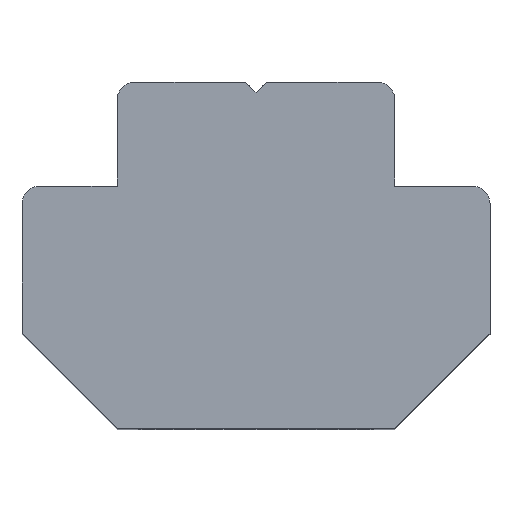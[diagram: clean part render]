
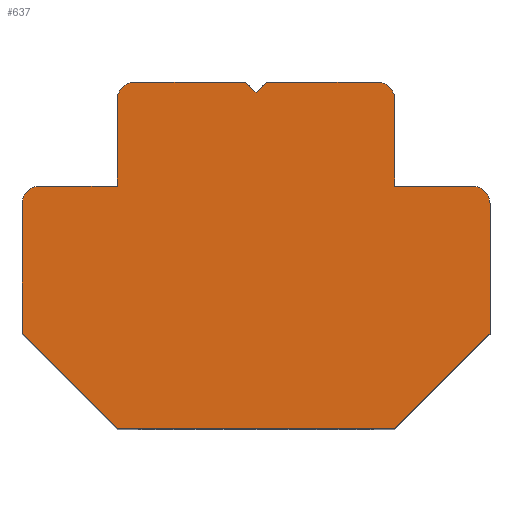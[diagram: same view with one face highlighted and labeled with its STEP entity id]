
A CAD part, top view. The second image highlights one B-rep face of the part: STEP entity #637.
In plain terms, the highlighted planar face has unit normal (0, 0, 1).
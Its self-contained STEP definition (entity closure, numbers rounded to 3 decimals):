
#35=PLANE('',#715);
#67=FACE_OUTER_BOUND('',#100,.T.);
#100=EDGE_LOOP('',(#550,#551,#552,#553,#554,#555,#556,#557,#558,#559,#560,
#561,#562,#563,#564,#565,#566));
#129=LINE('',#980,#198);
#134=LINE('',#992,#203);
#138=LINE('',#999,#207);
#141=LINE('',#1005,#210);
#144=LINE('',#1011,#213);
#148=LINE('',#1023,#217);
#153=LINE('',#1031,#222);
#156=LINE('',#1040,#225);
#159=LINE('',#1046,#228);
#162=LINE('',#1052,#231);
#166=LINE('',#1064,#235);
#171=LINE('',#1072,#240);
#174=LINE('',#1081,#243);
#198=VECTOR('',#792,1000.);
#203=VECTOR('',#801,1000.);
#207=VECTOR('',#807,1000.);
#210=VECTOR('',#812,1000.);
#213=VECTOR('',#817,1000.);
#217=VECTOR('',#829,1000.);
#222=VECTOR('',#836,1000.);
#225=VECTOR('',#847,1000.);
#228=VECTOR('',#854,1000.);
#231=VECTOR('',#859,1000.);
#235=VECTOR('',#871,1000.);
#240=VECTOR('',#878,1000.);
#243=VECTOR('',#889,1000.);
#260=CIRCLE('',#696,0.5);
#262=CIRCLE('',#701,0.5);
#264=CIRCLE('',#708,0.5);
#266=CIRCLE('',#713,0.5);
#296=VERTEX_POINT('',#976);
#297=VERTEX_POINT('',#978);
#301=VERTEX_POINT('',#989);
#302=VERTEX_POINT('',#991);
#304=VERTEX_POINT('',#997);
#306=VERTEX_POINT('',#1003);
#308=VERTEX_POINT('',#1009);
#310=VERTEX_POINT('',#1015);
#312=VERTEX_POINT('',#1021);
#314=VERTEX_POINT('',#1029);
#316=VERTEX_POINT('',#1035);
#317=VERTEX_POINT('',#1044);
#319=VERTEX_POINT('',#1050);
#321=VERTEX_POINT('',#1056);
#323=VERTEX_POINT('',#1062);
#325=VERTEX_POINT('',#1070);
#327=VERTEX_POINT('',#1076);
#366=EDGE_CURVE('',#296,#297,#129,.T.);
#371=EDGE_CURVE('',#302,#301,#134,.T.);
#375=EDGE_CURVE('',#301,#304,#138,.T.);
#378=EDGE_CURVE('',#304,#306,#141,.T.);
#381=EDGE_CURVE('',#306,#308,#144,.T.);
#384=EDGE_CURVE('',#308,#310,#260,.T.);
#387=EDGE_CURVE('',#310,#312,#148,.T.);
#392=EDGE_CURVE('',#312,#314,#153,.T.);
#395=EDGE_CURVE('',#314,#316,#262,.T.);
#397=EDGE_CURVE('',#316,#296,#156,.T.);
#400=EDGE_CURVE('',#297,#317,#159,.T.);
#403=EDGE_CURVE('',#317,#319,#162,.T.);
#406=EDGE_CURVE('',#319,#321,#264,.T.);
#409=EDGE_CURVE('',#321,#323,#166,.T.);
#414=EDGE_CURVE('',#323,#325,#171,.T.);
#417=EDGE_CURVE('',#325,#327,#266,.T.);
#419=EDGE_CURVE('',#327,#302,#174,.T.);
#550=ORIENTED_EDGE('',*,*,#371,.T.);
#551=ORIENTED_EDGE('',*,*,#375,.T.);
#552=ORIENTED_EDGE('',*,*,#378,.T.);
#553=ORIENTED_EDGE('',*,*,#381,.T.);
#554=ORIENTED_EDGE('',*,*,#384,.T.);
#555=ORIENTED_EDGE('',*,*,#387,.T.);
#556=ORIENTED_EDGE('',*,*,#392,.T.);
#557=ORIENTED_EDGE('',*,*,#395,.T.);
#558=ORIENTED_EDGE('',*,*,#397,.T.);
#559=ORIENTED_EDGE('',*,*,#366,.T.);
#560=ORIENTED_EDGE('',*,*,#400,.T.);
#561=ORIENTED_EDGE('',*,*,#403,.T.);
#562=ORIENTED_EDGE('',*,*,#406,.T.);
#563=ORIENTED_EDGE('',*,*,#409,.T.);
#564=ORIENTED_EDGE('',*,*,#414,.T.);
#565=ORIENTED_EDGE('',*,*,#417,.T.);
#566=ORIENTED_EDGE('',*,*,#419,.T.);
#637=ADVANCED_FACE('',(#67),#35,.T.);
#696=AXIS2_PLACEMENT_3D('',#1017,#823,#824);
#701=AXIS2_PLACEMENT_3D('',#1037,#842,#843);
#708=AXIS2_PLACEMENT_3D('',#1058,#865,#866);
#713=AXIS2_PLACEMENT_3D('',#1078,#884,#885);
#715=AXIS2_PLACEMENT_3D('',#1082,#890,#891);
#792=DIRECTION('',(-0.707,-0.707,0.));
#801=DIRECTION('',(0.707,-0.707,0.));
#807=DIRECTION('',(1.,0.,0.));
#812=DIRECTION('',(0.707,0.707,0.));
#817=DIRECTION('',(0.,1.,0.));
#823=DIRECTION('center_axis',(0.,0.,1.));
#824=DIRECTION('ref_axis',(1.,0.,0.));
#829=DIRECTION('',(-1.,0.,0.));
#836=DIRECTION('',(0.,1.,0.));
#842=DIRECTION('center_axis',(0.,0.,1.));
#843=DIRECTION('ref_axis',(1.,0.,0.));
#847=DIRECTION('',(-1.,0.,0.));
#854=DIRECTION('',(-0.707,0.707,0.));
#859=DIRECTION('',(-1.,0.,0.));
#865=DIRECTION('center_axis',(0.,0.,1.));
#866=DIRECTION('ref_axis',(1.,0.,0.));
#871=DIRECTION('',(0.,-1.,0.));
#878=DIRECTION('',(-1.,0.,0.));
#884=DIRECTION('center_axis',(0.,0.,1.));
#885=DIRECTION('ref_axis',(1.,0.,0.));
#889=DIRECTION('',(0.,-1.,0.));
#890=DIRECTION('center_axis',(0.,0.,1.));
#891=DIRECTION('ref_axis',(1.,0.,0.));
#976=CARTESIAN_POINT('',(0.3,10.,10.));
#978=CARTESIAN_POINT('',(0.,9.7,10.));
#980=CARTESIAN_POINT('',(0.,9.7,10.));
#989=CARTESIAN_POINT('',(-4.,0.,10.));
#991=CARTESIAN_POINT('',(-6.75,2.75,10.));
#992=CARTESIAN_POINT('',(-6.75,2.75,10.));
#997=CARTESIAN_POINT('',(4.,0.,10.));
#999=CARTESIAN_POINT('',(-4.,0.,10.));
#1003=CARTESIAN_POINT('',(6.75,2.75,10.));
#1005=CARTESIAN_POINT('',(4.,0.,10.));
#1009=CARTESIAN_POINT('',(6.75,6.5,10.));
#1011=CARTESIAN_POINT('',(6.75,2.75,10.));
#1015=CARTESIAN_POINT('',(6.25,7.,10.));
#1017=CARTESIAN_POINT('Origin',(6.25,6.5,10.));
#1021=CARTESIAN_POINT('',(4.,7.,10.));
#1023=CARTESIAN_POINT('',(6.25,7.,10.));
#1029=CARTESIAN_POINT('',(4.,9.5,10.));
#1031=CARTESIAN_POINT('',(4.,7.,10.));
#1035=CARTESIAN_POINT('',(3.5,10.,10.));
#1037=CARTESIAN_POINT('Origin',(3.5,9.5,10.));
#1040=CARTESIAN_POINT('',(3.5,10.,10.));
#1044=CARTESIAN_POINT('',(-0.3,10.,10.));
#1046=CARTESIAN_POINT('',(-0.3,10.,10.));
#1050=CARTESIAN_POINT('',(-3.5,10.,10.));
#1052=CARTESIAN_POINT('',(-0.3,10.,10.));
#1056=CARTESIAN_POINT('',(-4.,9.5,10.));
#1058=CARTESIAN_POINT('Origin',(-3.5,9.5,10.));
#1062=CARTESIAN_POINT('',(-4.,7.,10.));
#1064=CARTESIAN_POINT('',(-4.,9.5,10.));
#1070=CARTESIAN_POINT('',(-6.25,7.,10.));
#1072=CARTESIAN_POINT('',(-4.,7.,10.));
#1076=CARTESIAN_POINT('',(-6.75,6.5,10.));
#1078=CARTESIAN_POINT('Origin',(-6.25,6.5,10.));
#1081=CARTESIAN_POINT('',(-6.75,6.5,10.));
#1082=CARTESIAN_POINT('Origin',(6.25,6.5,10.));
